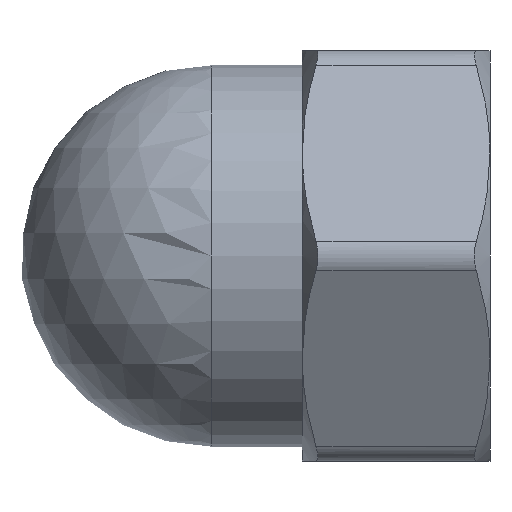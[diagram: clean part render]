
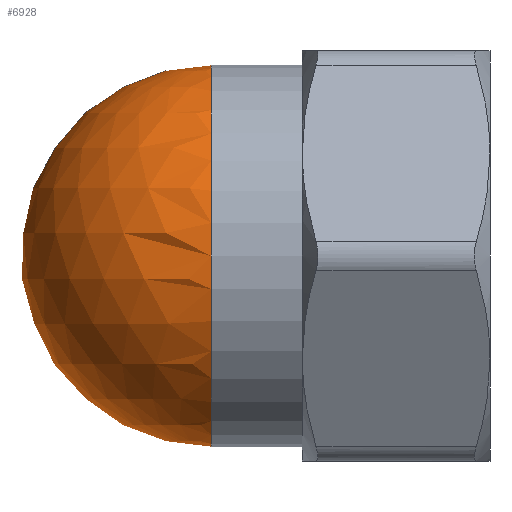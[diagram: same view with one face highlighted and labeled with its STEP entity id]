
A CAD part, left-side view. The second image highlights one B-rep face of the part: STEP entity #6928.
In plain terms, the highlighted spherical face has radius 3.25 mm.
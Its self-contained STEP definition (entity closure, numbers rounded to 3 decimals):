
#295 = AXIS2_PLACEMENT_3D ( 'NONE', #5521, #1938, #4248 ) ;
#1938 = DIRECTION ( 'NONE',  ( 0., 1., 0. ) ) ;
#3221 = FACE_OUTER_BOUND ( 'NONE', #4848, .T. ) ;
#4248 = DIRECTION ( 'NONE',  ( -1., 0., 0. ) ) ;
#4700 = CIRCLE ( 'NONE', #295, 3.25 ) ;
#4848 = EDGE_LOOP ( 'NONE', ( #5037 ) ) ;
#5037 = ORIENTED_EDGE ( 'NONE', *, *, #13027, .T. ) ;
#5521 = CARTESIAN_POINT ( 'NONE',  ( 0., 4.75, 0. ) ) ;
#6027 = VERTEX_POINT ( 'NONE', #8008 ) ;
#6928 = ADVANCED_FACE ( 'NONE', ( #3221 ), #9352, .T. ) ;
#7861 = DIRECTION ( 'NONE',  ( 0., 0., -1. ) ) ;
#8008 = CARTESIAN_POINT ( 'NONE',  ( -3.25, 4.75, 0. ) ) ;
#9084 = DIRECTION ( 'NONE',  ( 1., 0., 0. ) ) ;
#9352 = SPHERICAL_SURFACE ( 'NONE', #9483, 3.25 ) ;
#9483 = AXIS2_PLACEMENT_3D ( 'NONE', #15193, #7861, #9084 ) ;
#13027 = EDGE_CURVE ( 'NONE', #6027, #6027, #4700, .T. ) ;
#15193 = CARTESIAN_POINT ( 'NONE',  ( 0., 4.75, 0. ) ) ;
